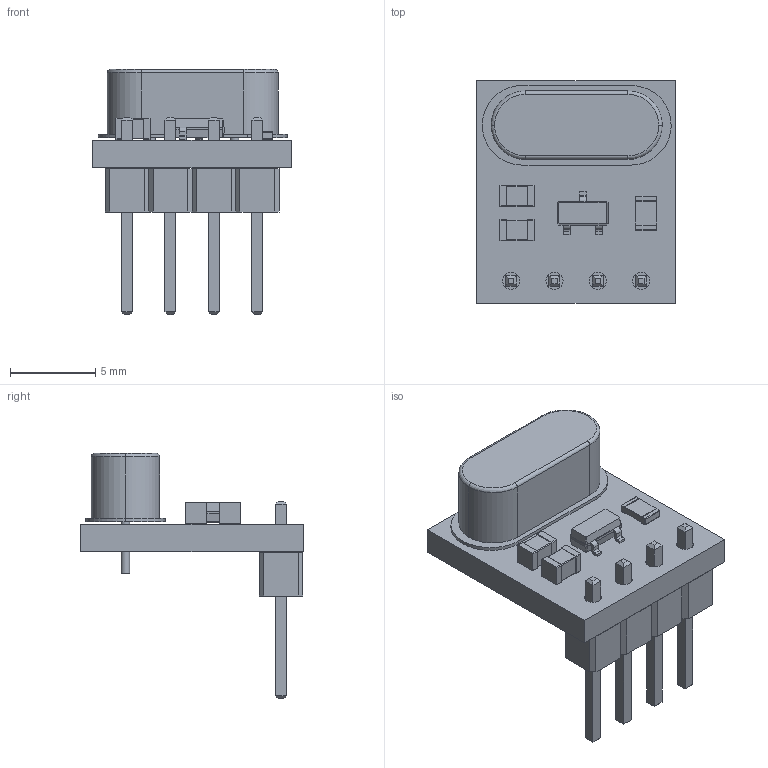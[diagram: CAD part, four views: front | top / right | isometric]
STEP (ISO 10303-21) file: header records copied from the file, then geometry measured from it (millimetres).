
FILE_DESCRIPTION(('KiCad electronic assembly'),'2;1');
FILE_NAME('QAM-TX2.step','2022-10-29T01:01:17',('Pcbnew'),('Kicad'), 'Open CASCADE STEP processor 7.5','KiCad to STEP converter','Unknown' );
FILE_SCHEMA(('AUTOMOTIVE_DESIGN { 1 0 10303 214 1 1 1 1 }'));
Length unit declared in the file: millimetre
Products named in the file (12): QAM-TX2 1; Crystal_HC49-4H_Vertical; SOLID; SOT-23; C_0805_2012Metric; R_0805_2012Metric; PinHeader_1x04_P2.54mm_Vertical; QAM-TX2 PCB
Assembly tree (12 placements, depth 3):
  QAM-TX2 1
    Crystal_HC49-4H_Vertical
      SOLID
    SOT-23
      SOLID
    C_0805_2012Metric  x2
      SOLID
    R_0805_2012Metric
      SOLID
    PinHeader_1x04_P2.54mm_Vertical
      SOLID
    QAM-TX2 PCB
Bounding box: 11.6 x 13 x 14.34 mm (x, y, z)
Volume: 473.9 mm3; surface area: 859.9 mm2
Topology: 7 solids, 7 shells, 296 faces, 720 edges, 454 vertices
Faces by surface type: bspline 284, plane 6, cylinder 6
Full cylindrical faces by diameter (mm): 0.8 x2, 1 x4
Entity records: 16658 total; most frequent: CARTESIAN_POINT 5999, B_SPLINE_CURVE_WITH_KNOTS 1664, ORIENTED_EDGE 1296, PCURVE 1296, DEFINITIONAL_REPRESENTATION 1296, EDGE_CURVE 648, SURFACE_CURVE 640, VERTEX_POINT 406
